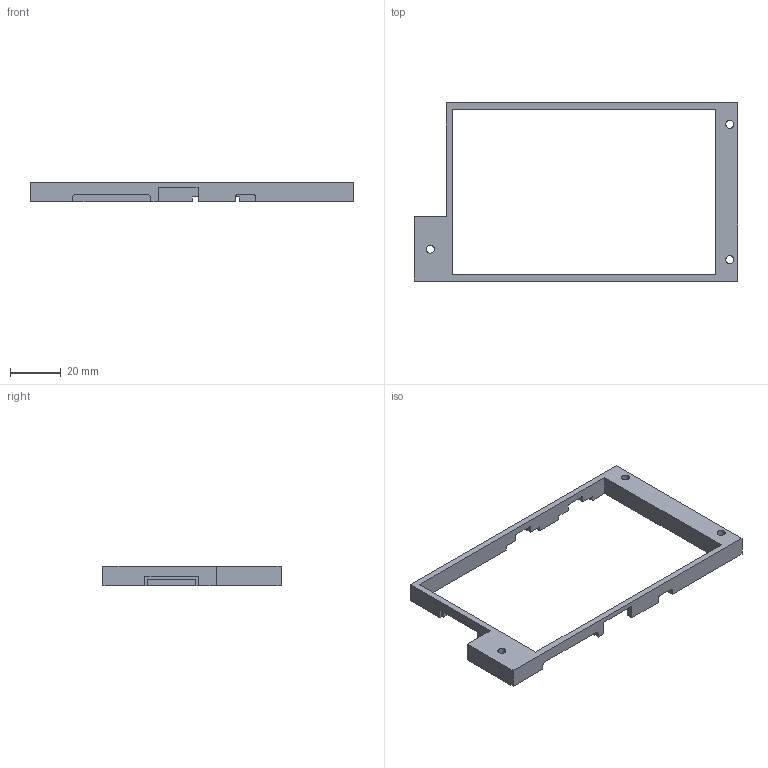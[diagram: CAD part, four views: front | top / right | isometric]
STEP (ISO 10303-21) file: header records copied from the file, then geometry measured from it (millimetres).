
FILE_DESCRIPTION (( 'STEP AP214' ), '1' );
FILE_NAME ('ShieldEnclosure_Mid.STEP', '2020-09-11T23:18:03', ( '' ), ( '' ), 'SwSTEP 2.0', 'SolidWorks 2019', '' );
FILE_SCHEMA (( 'AUTOMOTIVE_DESIGN' ));
Length unit declared in the file: inch
Products named in the file (1): ShieldEnclosure_Mid
Bounding box: 127 x 69.85 x 7.62 mm (x, y, z)
Volume: 11395.1 mm3; surface area: 8419.4 mm2
Topology: 1 solids, 1 shells, 57 faces, 168 edges, 112 vertices
Faces by surface type: plane 47, cylinder 10
Entity records: 1938 total; most frequent: CARTESIAN_POINT 338, ORIENTED_EDGE 336, DIRECTION 304, EDGE_CURVE 168, VECTOR 148, LINE 148, VERTEX_POINT 112, AXIS2_PLACEMENT_3D 78
